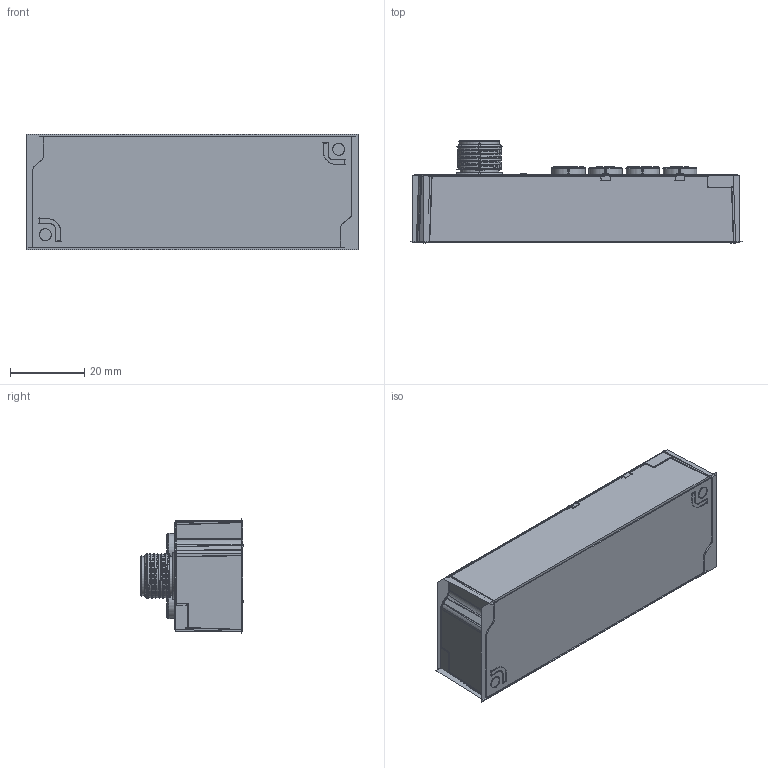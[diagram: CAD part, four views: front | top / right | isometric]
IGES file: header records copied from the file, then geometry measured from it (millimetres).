
Start section:  PTC IGES file: 242903_sm01.igs
Global section: file name: 242903_sm01.igs; native system: Creo Parametric by PTC Inc.; preprocessor: 2022414; author: banengservice; organization: Unknown; date: 20240708.093159; units: millimetre
Bounding box: 89.44 x 27.56 x 31.2 mm (x, y, z)
Surface area: 179490.6 mm2
Topology: 4 solids, 21 shells, 2596 faces, 17073 edges, 24222 vertices
Faces by surface type: bspline 1504, revolution 1030, extrusion 62
